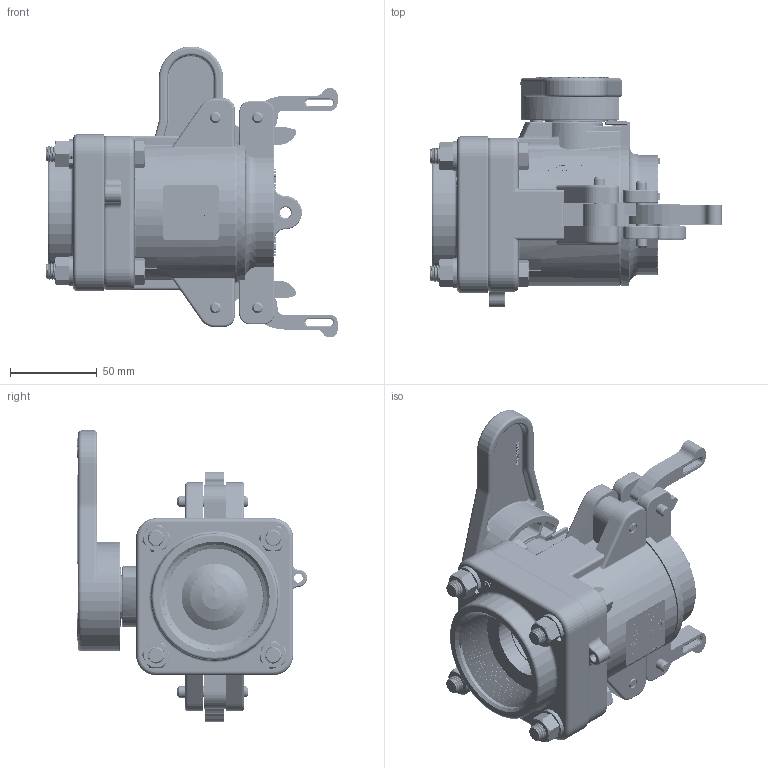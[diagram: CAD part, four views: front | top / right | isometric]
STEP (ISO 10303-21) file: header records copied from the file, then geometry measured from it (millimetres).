
FILE_DESCRIPTION(/* description */ ('2" MALE NPT w/ LOWER PROFILE HANDLE'),/* implementation_level */ '2;1');
FILE_NAME(/* name */ 'DM201A.stp',/* time_stamp */ '2022-11-15T07:51:33-05:00',/* author */ ('ALR'),/* organization */ (''),/* preprocessor_version */ 'ST-DEVELOPER v18.1',/* originating_system */ 'Autodesk Inventor 2022',/* authorisation */ '');
FILE_SCHEMA (('AUTOMOTIVE_DESIGN { 1 0 10303 214 3 1 1 }'));
Products named in the file (39): DM201A; DM201AX; DM20254; DM20254MY; DM20254MX; DB20290; DB20258; DB20255; DB20255M; DBX20255; V20258A; V21204V; DB20294; DB20294X; DM20265; DM20256; VX20256; VS20151; V20151; V20021; V20020; DB20288; DB20281; DB20153M; V20010SS; V20018; V20019; DM20300; V20060; DB20002; 050DECAL; VL1000; DM200CAP; DB20312C; DB20312AX; DB20311V; DB20313; DM201KX; 200P
Assembly tree (53 placements, depth 5):
  DM201A
    DM201AX
      DM20254
        DM20254MY
          DM20254MX
      DB20290
      DB20258
      DB20255
        DB20255M
          DBX20255
      V20258A
      V21204V
      DB20294
        DB20294X
      DM20265
      DM20256
        VX20256
      VS20151
        V20151
      V20021
      V20020
      V20060  x2
      DB20288
      DB20281
      DB20153M
      V20010SS  x4
      V20018  x4
      V20019  x4
      DM20300  x2
      200P  x2
    DB20002
    050DECAL
    VL1000
    DM200CAP
      DB20312C
        DB20312AX
      DB20311V
      DB20313
      DM201KX  x2
      200P  x2
Bounding box: 167.79 x 132.51 x 167.64 mm (x, y, z)
Volume: 708666.3 mm3; surface area: 249808.5 mm2
Topology: 44 solids, 44 shells, 6036 faces, 15211 edges, 9730 vertices
Faces by surface type: plane 2854, bspline 1532, cylinder 891, cone 501, torus 214, sphere 44
Full cylindrical faces by diameter (mm): 3.175 x4, 4.978 x1, 5.08 x1, 6.325 x4, 6.35 x9, 6.502 x4, 6.604 x1, 7.112 x3, 7.144 x1, 8.915 x4, 9.525 x4, 10.312 x4, 10.668 x4, 18.923 x1, 19.05 x2, 19.304 x1, 23.812 x2, 24.13 x1, 25.4 x1, 26.162 x1, 26.492 x1, 34.544 x1, 36.957 x1, 38.1 x4, 39.776 x1, 41.046 x2, 44.196 x1, 44.856 x1, 46.99 x1, 50.292 x1
Entity records: 199589 total; most frequent: CARTESIAN_POINT 79107, ORIENTED_EDGE 26982, DIRECTION 19381, EDGE_CURVE 13491, VERTEX_POINT 8777, LINE 8587, VECTOR 8587, EDGE_LOOP 5804
